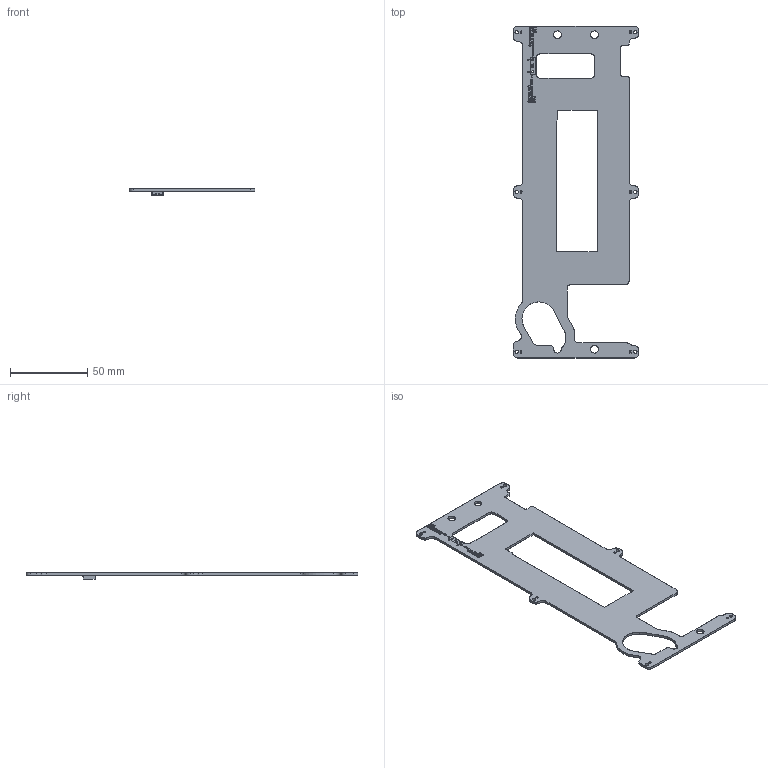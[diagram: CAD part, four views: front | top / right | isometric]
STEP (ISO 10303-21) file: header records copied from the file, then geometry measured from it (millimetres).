
FILE_DESCRIPTION(('KiCad electronic assembly'),'2;1');
FILE_NAME('Coil_Panel_XY_v2.2_2025-04-26.step','2025-04-26T11:32:11',( 'Pcbnew'),('Kicad'),'Open CASCADE STEP processor 7.8', 'KiCad to STEP converter','Unknown');
FILE_SCHEMA(('AUTOMOTIVE_DESIGN { 1 0 10303 214 1 1 1 1 }'));
Length unit declared in the file: millimetre
Products named in the file (5): Coil_Panel_XY_v2.2_2025-04-26 1; 205338-0002; Coil_Panel_XY_silkscreen; Coil_Panel_XY_soldermask; Coil_Panel_XY_PCB
Assembly tree (4 placements, depth 2):
  Coil_Panel_XY_v2.2_2025-04-26 1
    205338-0002
    Coil_Panel_XY_silkscreen
    Coil_Panel_XY_soldermask
    Coil_Panel_XY_PCB
Bounding box: 81.5 x 215.5 x 4.27 mm (x, y, z)
Volume: 14508.8 mm3; surface area: 42271.9 mm2
Topology: 2 solids, 345 shells, 583 faces, 7714 edges, 7467 vertices
Faces by surface type: plane 513, cylinder 70
Full cylindrical faces by diameter (mm): 1.3 x2, 2.2 x6, 5 x3
Entity records: 71752 total; most frequent: CARTESIAN_POINT 15770, DIRECTION 10433, ORIENTED_EDGE 8439, EDGE_CURVE 7714, VERTEX_POINT 7468, LINE 6171, VECTOR 6171, AXIS2_PLACEMENT_3D 2131
